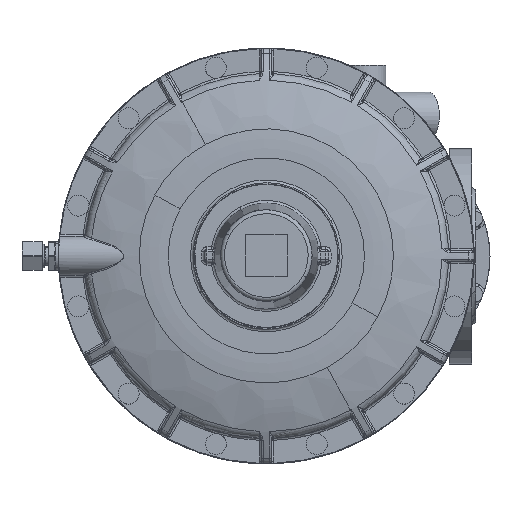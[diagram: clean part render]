
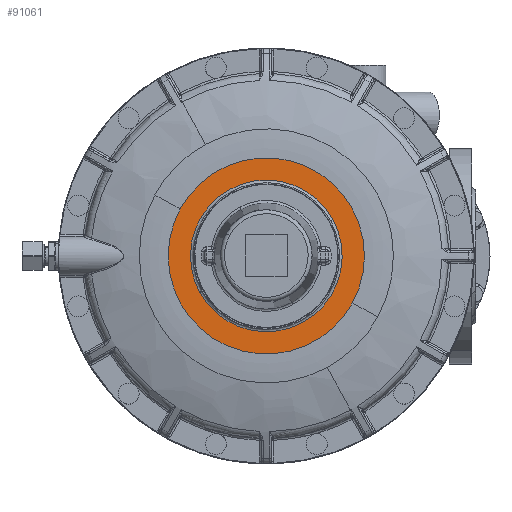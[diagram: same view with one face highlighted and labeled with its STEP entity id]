
A CAD part, top view. The second image highlights one B-rep face of the part: STEP entity #91061.
In plain terms, the highlighted planar face has unit normal (0, 0, 1).
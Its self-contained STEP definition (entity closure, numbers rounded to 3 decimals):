
#90991=AXIS2_PLACEMENT_3D('Plane Axis2P3D',#90988,#90989,#90990) ;
#90995=AXIS2_PLACEMENT_3D('Circle Axis2P3D',#90993,#90994,$) ;
#91004=AXIS2_PLACEMENT_3D('Circle Axis2P3D',#91002,#91003,$) ;
#91011=AXIS2_PLACEMENT_3D('Circle Axis2P3D',#91009,#91010,$) ;
#91018=AXIS2_PLACEMENT_3D('Circle Axis2P3D',#91016,#91017,$) ;
#91025=AXIS2_PLACEMENT_3D('Circle Axis2P3D',#91023,#91024,$) ;
#91032=AXIS2_PLACEMENT_3D('Circle Axis2P3D',#91030,#91031,$) ;
#91045=AXIS2_PLACEMENT_3D('Circle Axis2P3D',#91043,#91044,$) ;
#91054=AXIS2_PLACEMENT_3D('Circle Axis2P3D',#91052,#91053,$) ;
#90988=CARTESIAN_POINT('Axis2P3D Location',(-58.,0.,159.)) ;
#90993=CARTESIAN_POINT('Axis2P3D Location',(0.,0.,159.)) ;
#90997=CARTESIAN_POINT('Vertex',(65.819,35.957,159.)) ;
#90999=CARTESIAN_POINT('Vertex',(-65.819,35.957,159.)) ;
#91002=CARTESIAN_POINT('Axis2P3D Location',(0.,0.,159.)) ;
#91006=CARTESIAN_POINT('Vertex',(-65.819,-35.957,159.)) ;
#91009=CARTESIAN_POINT('Axis2P3D Location',(0.,0.,159.)) ;
#91013=CARTESIAN_POINT('Vertex',(65.819,-35.957,159.)) ;
#91016=CARTESIAN_POINT('Axis2P3D Location',(0.,0.,159.)) ;
#91020=CARTESIAN_POINT('Vertex',(75.,0.,159.)) ;
#91023=CARTESIAN_POINT('Axis2P3D Location',(0.,0.,159.)) ;
#91027=CARTESIAN_POINT('Vertex',(75.,0.235,159.)) ;
#91030=CARTESIAN_POINT('Axis2P3D Location',(0.,0.,159.)) ;
#91043=CARTESIAN_POINT('Axis2P3D Location',(0.,0.,159.)) ;
#91047=CARTESIAN_POINT('Vertex',(-50.9,-27.807,159.)) ;
#91049=CARTESIAN_POINT('Vertex',(50.9,27.807,159.)) ;
#91052=CARTESIAN_POINT('Axis2P3D Location',(0.,0.,159.)) ;
#90989=DIRECTION('Axis2P3D Direction',(0.,0.,1.)) ;
#90990=DIRECTION('Axis2P3D XDirection',(1.,0.,0.)) ;
#90994=DIRECTION('Axis2P3D Direction',(0.,0.,1.)) ;
#91003=DIRECTION('Axis2P3D Direction',(0.,0.,1.)) ;
#91010=DIRECTION('Axis2P3D Direction',(0.,0.,1.)) ;
#91017=DIRECTION('Axis2P3D Direction',(0.,0.,1.)) ;
#91024=DIRECTION('Axis2P3D Direction',(0.,0.,1.)) ;
#91031=DIRECTION('Axis2P3D Direction',(0.,0.,1.)) ;
#91044=DIRECTION('Axis2P3D Direction',(0.,0.,1.)) ;
#91053=DIRECTION('Axis2P3D Direction',(0.,0.,1.)) ;
#91036=ORIENTED_EDGE('',*,*,#91001,.T.) ;
#91037=ORIENTED_EDGE('',*,*,#91008,.T.) ;
#91038=ORIENTED_EDGE('',*,*,#91015,.T.) ;
#91039=ORIENTED_EDGE('',*,*,#91022,.T.) ;
#91040=ORIENTED_EDGE('',*,*,#91029,.T.) ;
#91041=ORIENTED_EDGE('',*,*,#91034,.T.) ;
#91058=ORIENTED_EDGE('',*,*,#91051,.F.) ;
#91059=ORIENTED_EDGE('',*,*,#91056,.F.) ;
#91060=FACE_BOUND('',#91057,.T.) ;
#91061=ADVANCED_FACE('Brep With Voids',(#91042,#91060),#90992,.T.) ;
#90996=CIRCLE('generated circle',#90995,75.) ;
#91005=CIRCLE('generated circle',#91004,75.) ;
#91012=CIRCLE('generated circle',#91011,75.) ;
#91019=CIRCLE('generated circle',#91018,75.) ;
#91026=CIRCLE('generated circle',#91025,75.) ;
#91033=CIRCLE('generated circle',#91032,75.) ;
#91046=CIRCLE('generated circle',#91045,58.) ;
#91055=CIRCLE('generated circle',#91054,58.) ;
#91001=EDGE_CURVE('',#90998,#91000,#90996,.T.) ;
#91008=EDGE_CURVE('',#91000,#91007,#91005,.T.) ;
#91015=EDGE_CURVE('',#91007,#91014,#91012,.T.) ;
#91022=EDGE_CURVE('',#91014,#91021,#91019,.T.) ;
#91029=EDGE_CURVE('',#91021,#91028,#91026,.T.) ;
#91034=EDGE_CURVE('',#91028,#90998,#91033,.T.) ;
#91051=EDGE_CURVE('',#91048,#91050,#91046,.T.) ;
#91056=EDGE_CURVE('',#91050,#91048,#91055,.T.) ;
#91035=EDGE_LOOP('',(#91036,#91037,#91038,#91039,#91040,#91041)) ;
#91057=EDGE_LOOP('',(#91058,#91059)) ;
#91042=FACE_OUTER_BOUND('',#91035,.T.) ;
#90992=PLANE('Plane',#90991) ;
#90998=VERTEX_POINT('',#90997) ;
#91000=VERTEX_POINT('',#90999) ;
#91007=VERTEX_POINT('',#91006) ;
#91014=VERTEX_POINT('',#91013) ;
#91021=VERTEX_POINT('',#91020) ;
#91028=VERTEX_POINT('',#91027) ;
#91048=VERTEX_POINT('',#91047) ;
#91050=VERTEX_POINT('',#91049) ;
